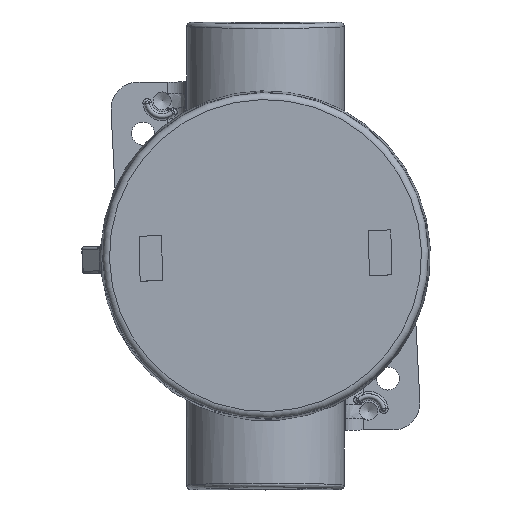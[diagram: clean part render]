
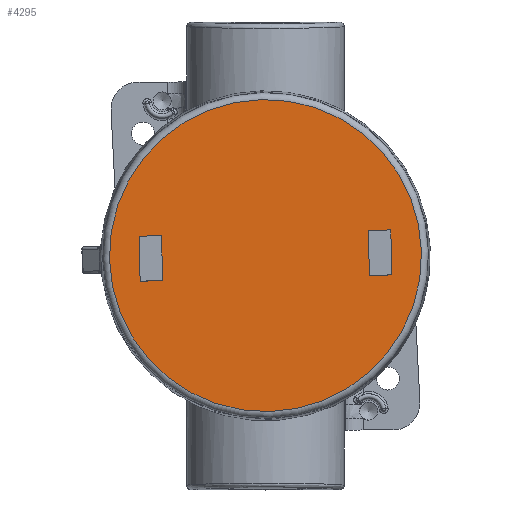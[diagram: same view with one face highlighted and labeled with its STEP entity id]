
A CAD part, top view. The second image highlights one B-rep face of the part: STEP entity #4295.
In plain terms, the highlighted planar face has unit normal (0, 0, 1).
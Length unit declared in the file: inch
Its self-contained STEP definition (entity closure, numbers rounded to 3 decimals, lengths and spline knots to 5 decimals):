
#412=LINE('',#14293,#591);
#413=LINE('',#14295,#592);
#414=LINE('',#14297,#593);
#415=LINE('',#14298,#594);
#416=LINE('',#14301,#595);
#417=LINE('',#14303,#596);
#418=LINE('',#14305,#597);
#419=LINE('',#14306,#598);
#591=VECTOR('',#5887,0.625);
#592=VECTOR('',#5888,0.3125);
#593=VECTOR('',#5889,0.625);
#594=VECTOR('',#5890,0.3125);
#595=VECTOR('',#5891,0.625);
#596=VECTOR('',#5892,0.3125);
#597=VECTOR('',#5893,0.625);
#598=VECTOR('',#5894,0.3125);
#824=FACE_BOUND('',#1317,.T.);
#825=FACE_BOUND('',#1318,.T.);
#1038=FACE_OUTER_BOUND('',#1316,.T.);
#1316=EDGE_LOOP('',(#3766,#3767));
#1317=EDGE_LOOP('',(#3768,#3769,#3770,#3771));
#1318=EDGE_LOOP('',(#3772,#3773,#3774,#3775));
#1593=CIRCLE('',#4822,2.16863);
#1594=CIRCLE('',#4823,2.16863);
#1976=VERTEX_POINT('',#14287);
#1977=VERTEX_POINT('',#14288);
#1978=VERTEX_POINT('',#14291);
#1979=VERTEX_POINT('',#14292);
#1980=VERTEX_POINT('',#14294);
#1981=VERTEX_POINT('',#14296);
#1982=VERTEX_POINT('',#14299);
#1983=VERTEX_POINT('',#14300);
#1984=VERTEX_POINT('',#14302);
#1985=VERTEX_POINT('',#14304);
#2585=EDGE_CURVE('',#1976,#1977,#1593,.T.);
#2586=EDGE_CURVE('',#1977,#1976,#1594,.T.);
#2587=EDGE_CURVE('',#1978,#1979,#412,.T.);
#2588=EDGE_CURVE('',#1978,#1980,#413,.T.);
#2589=EDGE_CURVE('',#1980,#1981,#414,.T.);
#2590=EDGE_CURVE('',#1979,#1981,#415,.T.);
#2591=EDGE_CURVE('',#1982,#1983,#416,.T.);
#2592=EDGE_CURVE('',#1983,#1984,#417,.T.);
#2593=EDGE_CURVE('',#1985,#1984,#418,.T.);
#2594=EDGE_CURVE('',#1982,#1985,#419,.T.);
#3766=ORIENTED_EDGE('',*,*,#2585,.T.);
#3767=ORIENTED_EDGE('',*,*,#2586,.T.);
#3768=ORIENTED_EDGE('',*,*,#2587,.F.);
#3769=ORIENTED_EDGE('',*,*,#2588,.T.);
#3770=ORIENTED_EDGE('',*,*,#2589,.T.);
#3771=ORIENTED_EDGE('',*,*,#2590,.F.);
#3772=ORIENTED_EDGE('',*,*,#2591,.T.);
#3773=ORIENTED_EDGE('',*,*,#2592,.T.);
#3774=ORIENTED_EDGE('',*,*,#2593,.F.);
#3775=ORIENTED_EDGE('',*,*,#2594,.F.);
#4067=PLANE('',#4821);
#4295=ADVANCED_FACE('',(#1038,#824,#825),#4067,.T.);
#4821=AXIS2_PLACEMENT_3D('',#14286,#5881,#5882);
#4822=AXIS2_PLACEMENT_3D('',#14289,#5883,#5884);
#4823=AXIS2_PLACEMENT_3D('',#14290,#5885,#5886);
#5881=DIRECTION('center_axis',(0.,0.,1.));
#5882=DIRECTION('ref_axis',(1.,0.,0.));
#5883=DIRECTION('center_axis',(0.,0.,1.));
#5884=DIRECTION('ref_axis',(1.,0.,0.));
#5885=DIRECTION('center_axis',(0.,0.,1.));
#5886=DIRECTION('ref_axis',(1.,0.,0.));
#5887=DIRECTION('',(-1.,0.,0.));
#5888=DIRECTION('',(0.,-1.,0.));
#5889=DIRECTION('',(-1.,0.,0.));
#5890=DIRECTION('',(0.,-1.,0.));
#5891=DIRECTION('',(-1.,0.,0.));
#5892=DIRECTION('',(0.,1.,0.));
#5893=DIRECTION('',(-1.,0.,0.));
#5894=DIRECTION('',(0.,1.,0.));
#14286=CARTESIAN_POINT('Origin',(0.,0.,1.46875));
#14287=CARTESIAN_POINT('',(2.16863,0.,1.46875));
#14288=CARTESIAN_POINT('',(-2.16863,0.,1.46875));
#14289=CARTESIAN_POINT('Origin',(0.,0.,1.46875));
#14290=CARTESIAN_POINT('Origin',(0.,0.,1.46875));
#14291=CARTESIAN_POINT('',(0.3125,1.75,1.46875));
#14292=CARTESIAN_POINT('',(-0.3125,1.75,1.46875));
#14293=CARTESIAN_POINT('',(0.3125,1.75,1.46875));
#14294=CARTESIAN_POINT('',(0.3125,1.4375,1.46875));
#14295=CARTESIAN_POINT('',(0.3125,1.75,1.46875));
#14296=CARTESIAN_POINT('',(-0.3125,1.4375,1.46875));
#14297=CARTESIAN_POINT('',(0.3125,1.4375,1.46875));
#14298=CARTESIAN_POINT('',(-0.3125,1.75,1.46875));
#14299=CARTESIAN_POINT('',(0.3125,-1.75,1.46875));
#14300=CARTESIAN_POINT('',(-0.3125,-1.75,1.46875));
#14301=CARTESIAN_POINT('',(0.3125,-1.75,1.46875));
#14302=CARTESIAN_POINT('',(-0.3125,-1.4375,1.46875));
#14303=CARTESIAN_POINT('',(-0.3125,-1.75,1.46875));
#14304=CARTESIAN_POINT('',(0.3125,-1.4375,1.46875));
#14305=CARTESIAN_POINT('',(0.3125,-1.4375,1.46875));
#14306=CARTESIAN_POINT('',(0.3125,-1.75,1.46875));
